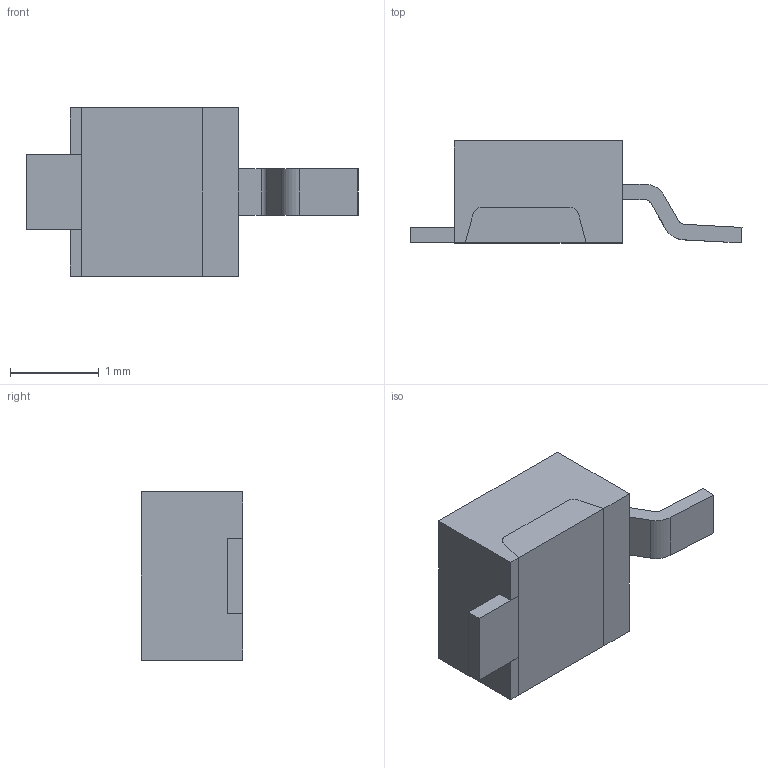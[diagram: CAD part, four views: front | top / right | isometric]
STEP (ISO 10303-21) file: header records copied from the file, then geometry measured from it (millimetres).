
FILE_DESCRIPTION (( 'STEP AP214' ), '1' );
FILE_NAME ('STPS1L40M.STEP', '2024-02-02T08:17:24', ( 'LENOVO' ), ( '' ), 'SwSTEP 2.0', 'SolidWorks 2021', '' );
FILE_SCHEMA (( 'AUTOMOTIVE_DESIGN' ));
Length unit declared in the file: millimetre
Products named in the file (1): STPS1L40M
Bounding box: 3.75 x 1.15 x 1.9 mm (x, y, z)
Volume: 4.4 mm3; surface area: 27.1 mm2
Topology: 4 solids, 4 shells, 44 faces, 108 edges, 72 vertices
Faces by surface type: plane 36, cylinder 8
Entity records: 1349 total; most frequent: CARTESIAN_POINT 225, ORIENTED_EDGE 216, DIRECTION 214, EDGE_CURVE 108, LINE 92, VECTOR 92, VERTEX_POINT 72, AXIS2_PLACEMENT_3D 61
